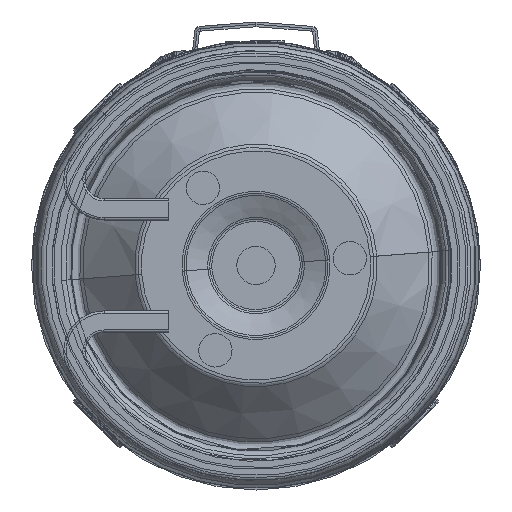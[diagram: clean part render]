
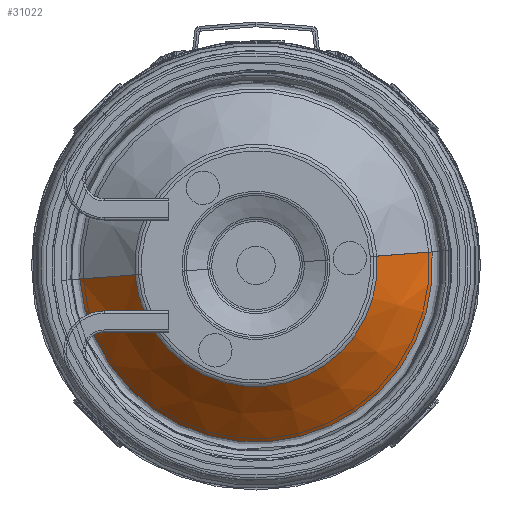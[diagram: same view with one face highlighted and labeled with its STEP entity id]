
A CAD part, front view. The second image highlights one B-rep face of the part: STEP entity #31022.
In plain terms, the highlighted conical face has half-angle 46.546 degrees and reference radius 25.375 mm.
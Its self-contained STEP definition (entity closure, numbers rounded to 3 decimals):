
#186 = AXIS2_PLACEMENT_3D ( 'NONE', #3592, #27868, #21047 ) ;
#1412 = DIRECTION ( 'NONE',  ( 0., 0.688, -0.726 ) ) ;
#2513 = EDGE_LOOP ( 'NONE', ( #8219, #14653, #8224, #31702 ) ) ;
#2737 = EDGE_CURVE ( 'NONE', #9467, #11826, #35281, .T. ) ;
#2827 = CONICAL_SURFACE ( 'NONE', #16986, 25.376, 0.812 ) ;
#3592 = CARTESIAN_POINT ( 'NONE',  ( 0., 0.548, 0. ) ) ;
#4201 = LINE ( 'NONE', #37903, #28932 ) ;
#8219 = ORIENTED_EDGE ( 'NONE', *, *, #27684, .F. ) ;
#8224 = ORIENTED_EDGE ( 'NONE', *, *, #9742, .T. ) ;
#8333 = CARTESIAN_POINT ( 'NONE',  ( 0., 0.548, 25.376 ) ) ;
#9291 = DIRECTION ( 'NONE',  ( 0., 0., 1. ) ) ;
#9467 = VERTEX_POINT ( 'NONE', #15593 ) ;
#9742 = EDGE_CURVE ( 'NONE', #15496, #11826, #11955, .T. ) ;
#11446 = CARTESIAN_POINT ( 'NONE',  ( 0., 0.548, 25.376 ) ) ;
#11826 = VERTEX_POINT ( 'NONE', #12945 ) ;
#11955 = LINE ( 'NONE', #8333, #32539 ) ;
#12945 = CARTESIAN_POINT ( 'NONE',  ( 0., 11.526, 36.962 ) ) ;
#14653 = ORIENTED_EDGE ( 'NONE', *, *, #38093, .T. ) ;
#15496 = VERTEX_POINT ( 'NONE', #11446 ) ;
#15593 = CARTESIAN_POINT ( 'NONE',  ( 0., 11.526, -36.962 ) ) ;
#16986 = AXIS2_PLACEMENT_3D ( 'NONE', #33961, #36378, #9291 ) ;
#21047 = DIRECTION ( 'NONE',  ( 0., 0., 1. ) ) ;
#23209 = AXIS2_PLACEMENT_3D ( 'NONE', #29555, #35545, #26742 ) ;
#26742 = DIRECTION ( 'NONE',  ( 0., 0., 1. ) ) ;
#27684 = EDGE_CURVE ( 'NONE', #27705, #9467, #4201, .T. ) ;
#27705 = VERTEX_POINT ( 'NONE', #35085 ) ;
#27868 = DIRECTION ( 'NONE',  ( 0., 1., 0. ) ) ;
#28383 = CIRCLE ( 'NONE', #186, 25.376 ) ;
#28932 = VECTOR ( 'NONE', #1412, 1000. ) ;
#29555 = CARTESIAN_POINT ( 'NONE',  ( 0., 11.526, 0. ) ) ;
#31022 = ADVANCED_FACE ( 'NONE', ( #39392 ), #2827, .T. ) ;
#31702 = ORIENTED_EDGE ( 'NONE', *, *, #2737, .F. ) ;
#32539 = VECTOR ( 'NONE', #38641, 1000. ) ;
#33961 = CARTESIAN_POINT ( 'NONE',  ( 0., 0.548, 0. ) ) ;
#35085 = CARTESIAN_POINT ( 'NONE',  ( 0., 0.548, -25.376 ) ) ;
#35281 = CIRCLE ( 'NONE', #23209, 36.962 ) ;
#35545 = DIRECTION ( 'NONE',  ( 0., 1., 0. ) ) ;
#36378 = DIRECTION ( 'NONE',  ( 0., 1., 0. ) ) ;
#37903 = CARTESIAN_POINT ( 'NONE',  ( 0., 0.548, -25.376 ) ) ;
#38093 = EDGE_CURVE ( 'NONE', #27705, #15496, #28383, .T. ) ;
#38641 = DIRECTION ( 'NONE',  ( 0., 0.688, 0.726 ) ) ;
#39392 = FACE_OUTER_BOUND ( 'NONE', #2513, .T. ) ;
